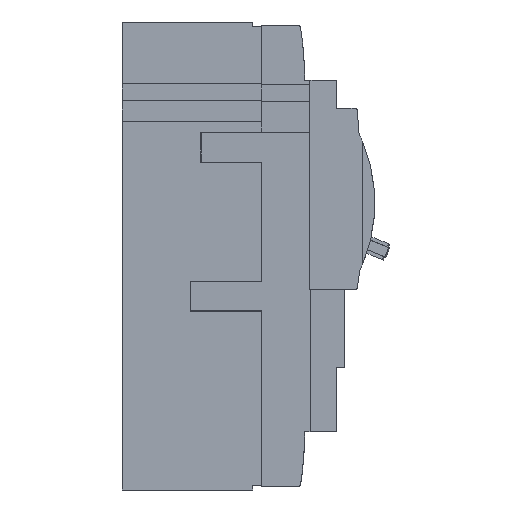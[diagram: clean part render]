
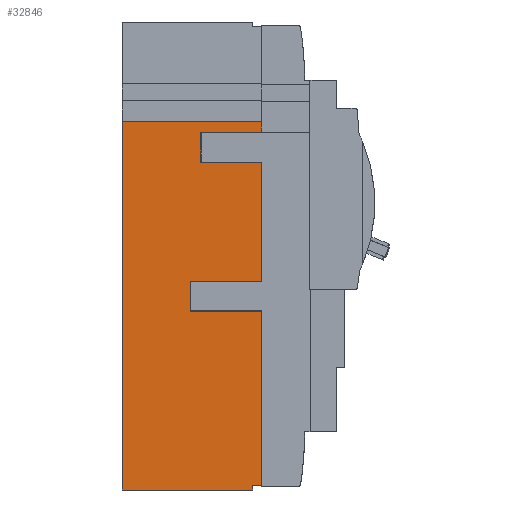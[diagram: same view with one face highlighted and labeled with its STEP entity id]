
A CAD part, left-side view. The second image highlights one B-rep face of the part: STEP entity #32846.
In plain terms, the highlighted planar face has unit normal (-1, 0, 0).
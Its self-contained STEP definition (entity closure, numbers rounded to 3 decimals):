
#16972=VERTEX_POINT('',#46536);
#17752=VERTEX_POINT('',#47385);
#20078=EDGE_CURVE('',#41832,#32640,#49938,.T.);
#25790=EDGE_CURVE('',#40070,#28122,#56241,.T.);
#26212=VERTEX_POINT('',#56693);
#26746=VERTEX_POINT('',#57282);
#26798=EDGE_CURVE('',#36284,#26212,#57337,.T.);
#26926=EDGE_CURVE('',#26212,#17752,#57481,.T.);
#28122=VERTEX_POINT('',#58806);
#29898=VERTEX_POINT('',#60752);
#31088=VERTEX_POINT('',#62053);
#31666=EDGE_CURVE('',#40070,#31088,#62686,.T.);
#32640=VERTEX_POINT('',#63751);
#32846=ADVANCED_FACE('',(#63978),#63979,.F.);
#33556=EDGE_CURVE('',#28122,#16972,#64755,.T.);
#34514=EDGE_CURVE('',#29898,#42804,#65798,.T.);
#34750=EDGE_CURVE('',#26746,#29898,#66060,.T.);
#35066=EDGE_CURVE('',#16972,#37344,#66403,.T.);
#36228=EDGE_CURVE('',#42804,#41832,#67668,.T.);
#36284=VERTEX_POINT('',#67733);
#36614=VERTEX_POINT('',#68092);
#37344=VERTEX_POINT('',#68890);
#39602=EDGE_CURVE('',#36284,#37344,#71357,.T.);
#40070=VERTEX_POINT('',#71868);
#40756=EDGE_CURVE('',#17752,#36614,#72631,.T.);
#41824=EDGE_CURVE('',#26746,#36614,#73822,.T.);
#41832=VERTEX_POINT('',#73830);
#42804=VERTEX_POINT('',#74880);
#43980=EDGE_CURVE('',#31088,#32640,#76171,.T.);
#46536=CARTESIAN_POINT('',(-87.45,-30.4,36.195));
#47385=CARTESIAN_POINT('',(-87.45,-26.4,-21.305));
#49938=LINE('',#84736,#84737);
#56241=LINE('',#93724,#93725);
#56693=CARTESIAN_POINT('',(-87.45,-26.4,-9.705));
#57282=CARTESIAN_POINT('',(-87.45,-54.,-88.905));
#57337=LINE('',#95273,#95274);
#57481=LINE('',#95468,#95469);
#58806=CARTESIAN_POINT('',(-87.45,-30.4,47.795));
#60752=CARTESIAN_POINT('',(-87.45,-50.5,-88.905));
#62053=CARTESIAN_POINT('',(-87.45,-53.999,51.995));
#62686=LINE('',#102970,#102971);
#63751=CARTESIAN_POINT('',(-87.45,0.0,51.995));
#63978=FACE_OUTER_BOUND('',#104811,.T.);
#63979=PLANE('',#104812);
#64755=LINE('',#105935,#105936);
#65798=LINE('',#107425,#107426);
#66060=LINE('',#107835,#107836);
#66403=LINE('',#108320,#108321);
#67668=LINE('',#110153,#110154);
#67733=CARTESIAN_POINT('',(-87.45,-54.,-9.705));
#68092=CARTESIAN_POINT('',(-87.45,-54.,-21.305));
#68890=CARTESIAN_POINT('',(-87.45,-54.,36.195));
#71357=LINE('',#115665,#115666);
#71868=CARTESIAN_POINT('',(-87.45,-53.999,47.795));
#72631=LINE('',#117500,#117501);
#73822=LINE('',#119134,#119135);
#73830=CARTESIAN_POINT('',(-87.45,0.0,-90.505));
#74880=CARTESIAN_POINT('',(-87.45,-50.5,-90.505));
#76171=LINE('',#122546,#122547);
#84736=CARTESIAN_POINT('',(-87.45,0.0,-90.505));
#84737=VECTOR('',#129120,1.0);
#93724=CARTESIAN_POINT('',(-87.45,-54.0,47.795));
#93725=VECTOR('',#136170,1.0);
#95273=CARTESIAN_POINT('',(-87.45,-54.0,-9.705));
#95274=VECTOR('',#137259,1.0);
#95468=CARTESIAN_POINT('',(-87.45,-26.4,-9.705));
#95469=VECTOR('',#137433,1.0);
#102970=CARTESIAN_POINT('',(-87.45,-53.999,26.979));
#102971=VECTOR('',#142976,1.0);
#104811=EDGE_LOOP('',(#144357,#144358,#144359,#144360,#144361,#144362,#144363,#144364,#144365,#144366,#144367,#144368,#144369,#144370));
#104812=AXIS2_PLACEMENT_3D('',#144371,#144372,#144373);
#105935=CARTESIAN_POINT('',(-87.45,-30.4,47.795));
#105936=VECTOR('',#145200,1.0);
#107425=CARTESIAN_POINT('',(-87.45,-50.5,-88.905));
#107426=VECTOR('',#146225,1.0);
#107835=CARTESIAN_POINT('',(-87.45,-54.0,-88.905));
#107836=VECTOR('',#146559,1.0);
#108320=CARTESIAN_POINT('',(-87.45,-30.4,36.195));
#108321=VECTOR('',#146899,1.0);
#110153=CARTESIAN_POINT('',(-87.45,-50.5,-90.505));
#110154=VECTOR('',#148145,1.0);
#115665=CARTESIAN_POINT('',(-87.45,-54.,-3.921));
#115666=VECTOR('',#152139,1.0);
#117500=CARTESIAN_POINT('',(-87.45,-26.4,-21.305));
#117501=VECTOR('',#153558,1.0);
#119134=CARTESIAN_POINT('',(-87.45,-54.,-43.521));
#119135=VECTOR('',#154971,1.0);
#122546=CARTESIAN_POINT('',(-87.45,-12.744,51.995));
#122547=VECTOR('',#157356,1.0);
#129120=DIRECTION('',(0.0,0.0,1.0));
#136170=DIRECTION('',(0.0,1.0,0.0));
#137259=DIRECTION('',(0.0,1.0,0.0));
#137433=DIRECTION('',(0.0,0.0,-1.0));
#142976=DIRECTION('',(0.0,0.0,1.0));
#144357=ORIENTED_EDGE('',*,*,#41824,.T.);
#144358=ORIENTED_EDGE('',*,*,#40756,.F.);
#144359=ORIENTED_EDGE('',*,*,#26926,.F.);
#144360=ORIENTED_EDGE('',*,*,#26798,.F.);
#144361=ORIENTED_EDGE('',*,*,#39602,.T.);
#144362=ORIENTED_EDGE('',*,*,#35066,.F.);
#144363=ORIENTED_EDGE('',*,*,#33556,.F.);
#144364=ORIENTED_EDGE('',*,*,#25790,.F.);
#144365=ORIENTED_EDGE('',*,*,#31666,.T.);
#144366=ORIENTED_EDGE('',*,*,#43980,.T.);
#144367=ORIENTED_EDGE('',*,*,#20078,.F.);
#144368=ORIENTED_EDGE('',*,*,#36228,.F.);
#144369=ORIENTED_EDGE('',*,*,#34514,.F.);
#144370=ORIENTED_EDGE('',*,*,#34750,.F.);
#144371=CARTESIAN_POINT('',(-87.45,-28.469,1.963));
#144372=DIRECTION('',(1.0,0.0,0.0));
#144373=DIRECTION('',(0.0,1.0,0.0));
#145200=DIRECTION('',(0.0,0.0,-1.0));
#146225=DIRECTION('',(0.0,0.0,-1.0));
#146559=DIRECTION('',(0.0,1.0,0.0));
#146899=DIRECTION('',(0.0,-1.0,0.0));
#148145=DIRECTION('',(0.0,1.0,0.0));
#152139=DIRECTION('',(0.0,0.0,1.0));
#153558=DIRECTION('',(0.0,-1.0,0.0));
#154971=DIRECTION('',(0.0,0.0,1.0));
#157356=DIRECTION('',(-0.0,1.0,0.0));
